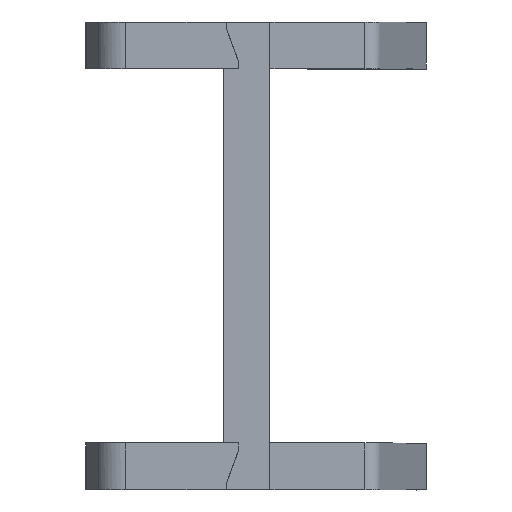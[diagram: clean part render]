
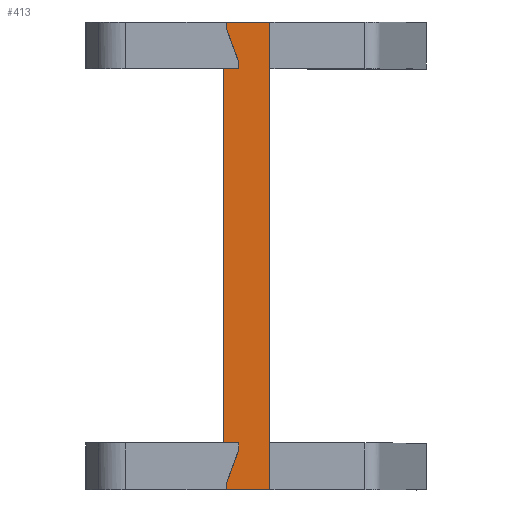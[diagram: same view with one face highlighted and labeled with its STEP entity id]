
A CAD part, top view. The second image highlights one B-rep face of the part: STEP entity #413.
In plain terms, the highlighted free-form (B-spline) face has degree [1, 1] with [2, 2] control points.
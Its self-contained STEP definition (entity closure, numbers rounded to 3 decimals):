
#73 = VERTEX_POINT('',#74);
#74 = CARTESIAN_POINT('',(-15.88,-179.75,7.386)
  );
#79 = EDGE_CURVE('',#73,#80,#82,.T.);
#80 = VERTEX_POINT('',#81);
#81 = CARTESIAN_POINT('',(-6.032,-152.668,7.386
    ));
#82 = B_SPLINE_CURVE_WITH_KNOTS('',1,(#83,#84),.UNSPECIFIED.,.F.,.F.,(2,
    2),(2.239,25.648),.PIECEWISE_BEZIER_KNOTS.);
#83 = CARTESIAN_POINT('',(-15.88,-179.75,7.386)
  );
#84 = CARTESIAN_POINT('',(-6.032,-152.668,7.386
    ));
#101 = VERTEX_POINT('',#102);
#102 = CARTESIAN_POINT('',(18.465,-184.653,
    7.386));
#107 = EDGE_CURVE('',#108,#101,#110,.T.);
#108 = VERTEX_POINT('',#109);
#109 = CARTESIAN_POINT('',(-15.88,-184.653,
    7.386));
#110 = B_SPLINE_CURVE_WITH_KNOTS('',1,(#111,#112),.UNSPECIFIED.,.F.,.F.,
  (2,2),(2.1,30.),.PIECEWISE_BEZIER_KNOTS.);
#111 = CARTESIAN_POINT('',(-15.88,-184.653,
    7.386));
#112 = CARTESIAN_POINT('',(18.465,-184.653,
    7.386));
#129 = EDGE_CURVE('',#80,#130,#132,.T.);
#130 = VERTEX_POINT('',#131);
#131 = CARTESIAN_POINT('',(-6.032,-147.722,7.386
    ));
#132 = B_SPLINE_CURVE_WITH_KNOTS('',1,(#133,#134),.UNSPECIFIED.,.F.,.F.,
  (2,2),(12.982,17.),.PIECEWISE_BEZIER_KNOTS.);
#133 = CARTESIAN_POINT('',(-6.032,-152.668,
    7.386));
#134 = CARTESIAN_POINT('',(-6.032,-147.722,7.386
    ));
#151 = EDGE_CURVE('',#108,#73,#152,.T.);
#152 = B_SPLINE_CURVE_WITH_KNOTS('',1,(#153,#154),.UNSPECIFIED.,.F.,.F.,
  (2,2),(0.,3.982),.PIECEWISE_BEZIER_KNOTS.);
#153 = CARTESIAN_POINT('',(-15.88,-184.653,
    7.386));
#154 = CARTESIAN_POINT('',(-15.88,-179.75,7.386
    ));
#166 = VERTEX_POINT('',#167);
#167 = CARTESIAN_POINT('',(-18.465,-147.722,7.386
    ));
#188 = EDGE_CURVE('',#130,#166,#189,.T.);
#189 = B_SPLINE_CURVE_WITH_KNOTS('',1,(#190,#191),.UNSPECIFIED.,.F.,.F.,
  (2,2),(-5.1,5.),.PIECEWISE_BEZIER_KNOTS.);
#190 = CARTESIAN_POINT('',(-6.032,-147.722,7.386
    ));
#191 = CARTESIAN_POINT('',(-18.465,-147.722,7.386
    ));
#253 = VERTEX_POINT('',#254);
#254 = CARTESIAN_POINT('',(-6.032,152.668,
    7.386));
#259 = EDGE_CURVE('',#260,#253,#262,.T.);
#260 = VERTEX_POINT('',#261);
#261 = CARTESIAN_POINT('',(-15.88,179.75,
    7.386));
#262 = B_SPLINE_CURVE_WITH_KNOTS('',1,(#263,#264),.UNSPECIFIED.,.F.,.F.,
  (2,2),(2.239,25.648),.PIECEWISE_BEZIER_KNOTS.);
#263 = CARTESIAN_POINT('',(-15.88,179.75,
    7.386));
#264 = CARTESIAN_POINT('',(-6.032,152.668,7.386
    ));
#281 = VERTEX_POINT('',#282);
#282 = CARTESIAN_POINT('',(-15.88,184.653,
    7.386));
#287 = EDGE_CURVE('',#281,#288,#290,.T.);
#288 = VERTEX_POINT('',#289);
#289 = CARTESIAN_POINT('',(18.465,184.653,
    7.386));
#290 = B_SPLINE_CURVE_WITH_KNOTS('',1,(#291,#292),.UNSPECIFIED.,.F.,.F.,
  (2,2),(2.1,30.),.PIECEWISE_BEZIER_KNOTS.);
#291 = CARTESIAN_POINT('',(-15.88,184.653,
    7.386));
#292 = CARTESIAN_POINT('',(18.465,184.653,
    7.386));
#309 = VERTEX_POINT('',#310);
#310 = CARTESIAN_POINT('',(-6.032,147.722,
    7.386));
#315 = EDGE_CURVE('',#253,#309,#316,.T.);
#316 = B_SPLINE_CURVE_WITH_KNOTS('',1,(#317,#318),.UNSPECIFIED.,.F.,.F.,
  (2,2),(12.982,17.),.PIECEWISE_BEZIER_KNOTS.);
#317 = CARTESIAN_POINT('',(-6.032,152.668,
    7.386));
#318 = CARTESIAN_POINT('',(-6.032,147.722,
    7.386));
#331 = EDGE_CURVE('',#281,#260,#332,.T.);
#332 = B_SPLINE_CURVE_WITH_KNOTS('',1,(#333,#334),.UNSPECIFIED.,.F.,.F.,
  (2,2),(0.,3.982),.PIECEWISE_BEZIER_KNOTS.);
#333 = CARTESIAN_POINT('',(-15.88,184.653,
    7.386));
#334 = CARTESIAN_POINT('',(-15.88,179.75,
    7.386));
#346 = VERTEX_POINT('',#347);
#347 = CARTESIAN_POINT('',(-18.465,147.722,
    7.386));
#354 = EDGE_CURVE('',#309,#346,#355,.T.);
#355 = B_SPLINE_CURVE_WITH_KNOTS('',1,(#356,#357),.UNSPECIFIED.,.F.,.F.,
  (2,2),(-5.1,5.),.PIECEWISE_BEZIER_KNOTS.);
#356 = CARTESIAN_POINT('',(-6.032,147.722,
    7.386));
#357 = CARTESIAN_POINT('',(-18.465,147.722,
    7.386));
#388 = EDGE_CURVE('',#346,#166,#389,.T.);
#389 = B_SPLINE_CURVE_WITH_KNOTS('',1,(#390,#391),.UNSPECIFIED.,.F.,.F.,
  (2,2),(30.,270.),.PIECEWISE_BEZIER_KNOTS.);
#390 = CARTESIAN_POINT('',(-18.465,147.722,7.386
    ));
#391 = CARTESIAN_POINT('',(-18.465,-147.722,7.386)
  );
#413 = ADVANCED_FACE('',(#414),#432,.T.);
#414 = FACE_BOUND('',#415,.T.);
#415 = EDGE_LOOP('',(#416,#417,#418,#419,#420,#421,#422,#423,#428,#429,
    #430,#431));
#416 = ORIENTED_EDGE('',*,*,#354,.T.);
#417 = ORIENTED_EDGE('',*,*,#388,.T.);
#418 = ORIENTED_EDGE('',*,*,#188,.F.);
#419 = ORIENTED_EDGE('',*,*,#129,.F.);
#420 = ORIENTED_EDGE('',*,*,#79,.F.);
#421 = ORIENTED_EDGE('',*,*,#151,.F.);
#422 = ORIENTED_EDGE('',*,*,#107,.T.);
#423 = ORIENTED_EDGE('',*,*,#424,.F.);
#424 = EDGE_CURVE('',#288,#101,#425,.T.);
#425 = B_SPLINE_CURVE_WITH_KNOTS('',1,(#426,#427),.UNSPECIFIED.,.F.,.F.,
  (2,2),(0.,300.),.PIECEWISE_BEZIER_KNOTS.);
#426 = CARTESIAN_POINT('',(18.465,184.653,
    7.386));
#427 = CARTESIAN_POINT('',(18.465,-184.653,7.386
    ));
#428 = ORIENTED_EDGE('',*,*,#287,.F.);
#429 = ORIENTED_EDGE('',*,*,#331,.T.);
#430 = ORIENTED_EDGE('',*,*,#259,.T.);
#431 = ORIENTED_EDGE('',*,*,#315,.T.);
#432 = B_SPLINE_SURFACE_WITH_KNOTS('',1,1,(
    (#433,#434)
    ,(#435,#436
    )),.UNSPECIFIED.,.F.,.F.,.F.,(2,2),(2,2),(0.,300.),(0.,30.),
  .PIECEWISE_BEZIER_KNOTS.);
#433 = CARTESIAN_POINT('',(-18.465,184.653,
    7.386));
#434 = CARTESIAN_POINT('',(18.465,184.653,
    7.386));
#435 = CARTESIAN_POINT('',(-18.465,-184.653,7.386
    ));
#436 = CARTESIAN_POINT('',(18.465,-184.653,7.386
    ));
